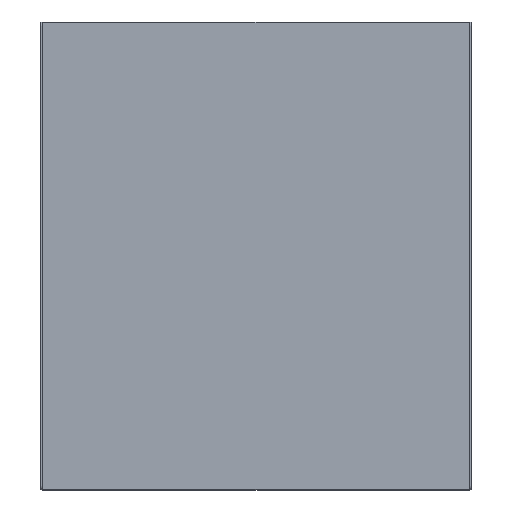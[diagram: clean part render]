
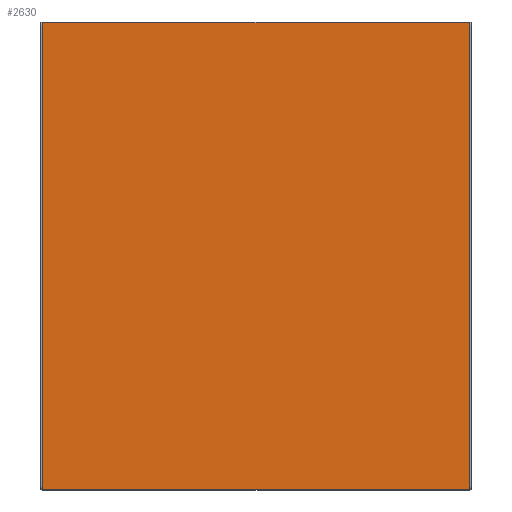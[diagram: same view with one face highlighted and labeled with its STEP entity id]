
A CAD part, top view. The second image highlights one B-rep face of the part: STEP entity #2630.
In plain terms, the highlighted planar face has unit normal (0, 0, 1).
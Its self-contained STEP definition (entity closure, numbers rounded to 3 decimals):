
#204 = AXIS2_PLACEMENT_3D ( 'NONE', #3568, #1487, #3003 ) ;
#224 = VECTOR ( 'NONE', #1112, 1000. ) ;
#277 = EDGE_LOOP ( 'NONE', ( #1972, #1726, #3388, #3552 ) ) ;
#360 = VECTOR ( 'NONE', #488, 1000. ) ;
#488 = DIRECTION ( 'NONE',  ( 0., 1., 0. ) ) ;
#549 = VERTEX_POINT ( 'NONE', #1372 ) ;
#640 = LINE ( 'NONE', #765, #360 ) ;
#765 = CARTESIAN_POINT ( 'NONE',  ( -250.5, -275., 0. ) ) ;
#856 = EDGE_CURVE ( 'NONE', #549, #2991, #1156, .T. ) ;
#912 = FACE_OUTER_BOUND ( 'NONE', #277, .T. ) ;
#1081 = VECTOR ( 'NONE', #1208, 1000. ) ;
#1112 = DIRECTION ( 'NONE',  ( 1., 0., 0. ) ) ;
#1156 = LINE ( 'NONE', #1783, #1081 ) ;
#1208 = DIRECTION ( 'NONE',  ( 0., -1., 0. ) ) ;
#1372 = CARTESIAN_POINT ( 'NONE',  ( 250.5, 273.939, 0. ) ) ;
#1487 = DIRECTION ( 'NONE',  ( 0., 0., 1. ) ) ;
#1511 = PLANE ( 'NONE',  #204 ) ;
#1666 = CARTESIAN_POINT ( 'NONE',  ( -250.5, 273.939, 0. ) ) ;
#1726 = ORIENTED_EDGE ( 'NONE', *, *, #856, .F. ) ;
#1783 = CARTESIAN_POINT ( 'NONE',  ( 250.5, 275., 0. ) ) ;
#1886 = EDGE_CURVE ( 'NONE', #2510, #549, #2025, .T. ) ;
#1899 = LINE ( 'NONE', #2889, #224 ) ;
#1972 = ORIENTED_EDGE ( 'NONE', *, *, #3682, .T. ) ;
#2025 = LINE ( 'NONE', #2839, #2094 ) ;
#2094 = VECTOR ( 'NONE', #3090, 1000. ) ;
#2409 = VERTEX_POINT ( 'NONE', #3385 ) ;
#2510 = VERTEX_POINT ( 'NONE', #1666 ) ;
#2592 = CARTESIAN_POINT ( 'NONE',  ( 250.5, -273.939, 0. ) ) ;
#2630 = ADVANCED_FACE ( 'NONE', ( #912 ), #1511, .T. ) ;
#2839 = CARTESIAN_POINT ( 'NONE',  ( -254.405, 273.939, 0. ) ) ;
#2889 = CARTESIAN_POINT ( 'NONE',  ( -254.405, -273.939, 0. ) ) ;
#2991 = VERTEX_POINT ( 'NONE', #2592 ) ;
#3003 = DIRECTION ( 'NONE',  ( 1., 0., 0. ) ) ;
#3090 = DIRECTION ( 'NONE',  ( 1., 0., 0. ) ) ;
#3385 = CARTESIAN_POINT ( 'NONE',  ( -250.5, -273.939, 0. ) ) ;
#3388 = ORIENTED_EDGE ( 'NONE', *, *, #1886, .F. ) ;
#3552 = ORIENTED_EDGE ( 'NONE', *, *, #3583, .F. ) ;
#3568 = CARTESIAN_POINT ( 'NONE',  ( 0., 0., 0. ) ) ;
#3583 = EDGE_CURVE ( 'NONE', #2409, #2510, #640, .T. ) ;
#3682 = EDGE_CURVE ( 'NONE', #2409, #2991, #1899, .T. ) ;
